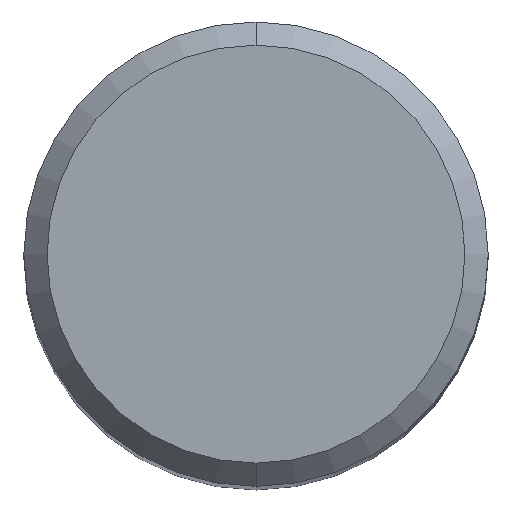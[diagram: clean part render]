
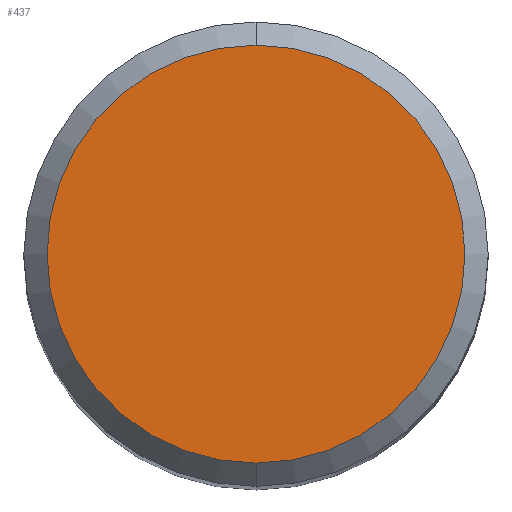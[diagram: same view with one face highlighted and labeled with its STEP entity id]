
A CAD part, top view. The second image highlights one B-rep face of the part: STEP entity #437.
In plain terms, the highlighted planar face has unit normal (0, 0, 1).
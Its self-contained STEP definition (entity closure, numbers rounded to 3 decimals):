
#245=EDGE_CURVE('',#415,#393,#558,.T.);
#393=VERTEX_POINT('',#724);
#407=EDGE_CURVE('',#393,#415,#738,.T.);
#415=VERTEX_POINT('',#748);
#437=ADVANCED_FACE('',(#772),#773,.T.);
#558=CIRCLE('',#977,3.6);
#724=CARTESIAN_POINT('',(0.,-3.6,0.0));
#738=CIRCLE('',#1327,3.6);
#748=CARTESIAN_POINT('',(0.0,3.6,0.0));
#772=FACE_OUTER_BOUND('',#1385,.T.);
#773=PLANE('',#1386);
#977=AXIS2_PLACEMENT_3D('',#1523,#1524,#1525);
#1327=AXIS2_PLACEMENT_3D('',#1737,#1738,#1739);
#1385=EDGE_LOOP('',(#1792,#1793));
#1386=AXIS2_PLACEMENT_3D('',#1794,#1795,#1796);
#1523=CARTESIAN_POINT('',(0.0,0.0,0.0));
#1524=DIRECTION('',(0.0,0.0,-1.0));
#1525=DIRECTION('',(0.0,1.0,0.0));
#1737=CARTESIAN_POINT('',(0.0,0.0,0.0));
#1738=DIRECTION('',(0.0,0.0,-1.0));
#1739=DIRECTION('',(0.0,1.0,0.0));
#1792=ORIENTED_EDGE('',*,*,#245,.F.);
#1793=ORIENTED_EDGE('',*,*,#407,.F.);
#1794=CARTESIAN_POINT('',(0.0,1.8,0.0));
#1795=DIRECTION('',(-0.0,0.0,1.0));
#1796=DIRECTION('',(0.0,-1.0,0.0));
